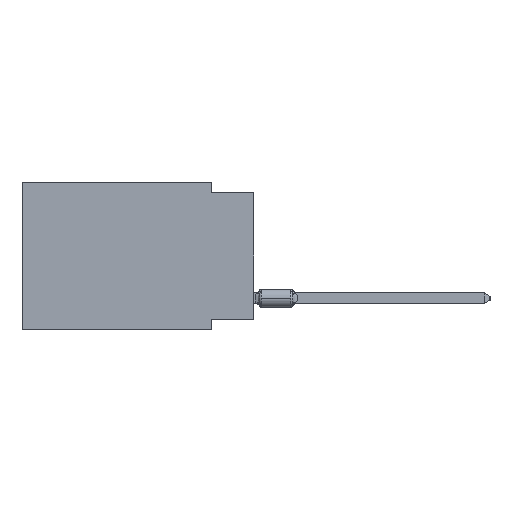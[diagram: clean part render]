
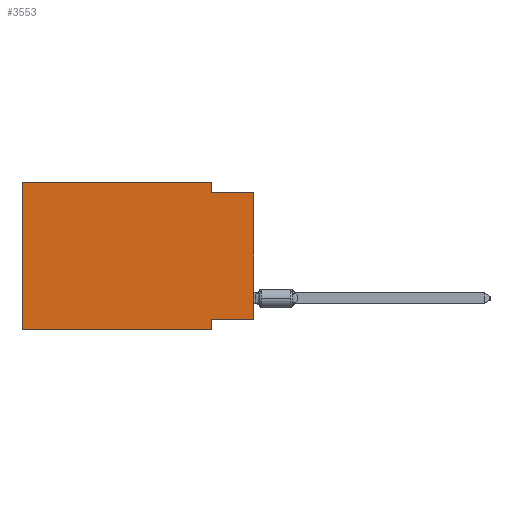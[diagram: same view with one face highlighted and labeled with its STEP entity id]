
A CAD part, left-side view. The second image highlights one B-rep face of the part: STEP entity #3553.
In plain terms, the highlighted planar face has unit normal (-1, 0, 0).
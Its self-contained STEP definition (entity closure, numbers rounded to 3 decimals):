
#1887 = ORIENTED_EDGE ( 'NONE', *, *, #19229, .F. ) ;
#2126 = EDGE_CURVE ( 'NONE', #20765, #47040, #48274, .T. ) ;
#3152 = CARTESIAN_POINT ( 'NONE',  ( 0., 13.97, -8.89 ) ) ;
#3553 = ADVANCED_FACE ( 'NONE', ( #58302 ), #26600, .F. ) ;
#4496 = VECTOR ( 'NONE', #42912, 1000. ) ;
#4823 = CARTESIAN_POINT ( 'NONE',  ( 0., 0., 0. ) ) ;
#6155 = DIRECTION ( 'NONE',  ( 0., 0., 1. ) ) ;
#11411 = DIRECTION ( 'NONE',  ( 0., 0., -1. ) ) ;
#11751 = CARTESIAN_POINT ( 'NONE',  ( 0., 2.54, -8.255 ) ) ;
#12369 = VECTOR ( 'NONE', #6155, 1000. ) ;
#12928 = VERTEX_POINT ( 'NONE', #11751 ) ;
#14321 = CARTESIAN_POINT ( 'NONE',  ( 0., 0., -8.255 ) ) ;
#16905 = CARTESIAN_POINT ( 'NONE',  ( 0., 2.54, -8.89 ) ) ;
#17210 = LINE ( 'NONE', #16905, #47201 ) ;
#18664 = CARTESIAN_POINT ( 'NONE',  ( 0., 13.97, -8.89 ) ) ;
#19229 = EDGE_CURVE ( 'NONE', #12928, #22481, #17210, .T. ) ;
#20493 = CARTESIAN_POINT ( 'NONE',  ( 0., 0., -0.635 ) ) ;
#20609 = ORIENTED_EDGE ( 'NONE', *, *, #25581, .F. ) ;
#20765 = VERTEX_POINT ( 'NONE', #41466 ) ;
#21253 = EDGE_CURVE ( 'NONE', #30470, #40026, #46849, .T. ) ;
#21333 = VECTOR ( 'NONE', #37483, 1000. ) ;
#22305 = ORIENTED_EDGE ( 'NONE', *, *, #21253, .T. ) ;
#22481 = VERTEX_POINT ( 'NONE', #42834 ) ;
#23185 = LINE ( 'NONE', #37217, #57775 ) ;
#23687 = VERTEX_POINT ( 'NONE', #18664 ) ;
#23937 = EDGE_LOOP ( 'NONE', ( #22305, #53746, #34540, #24366, #39991, #48094, #1887, #20609 ) ) ;
#24366 = ORIENTED_EDGE ( 'NONE', *, *, #2126, .F. ) ;
#24986 = LINE ( 'NONE', #58159, #42740 ) ;
#25581 = EDGE_CURVE ( 'NONE', #30470, #12928, #56033, .T. ) ;
#25769 = EDGE_CURVE ( 'NONE', #47040, #59805, #24986, .T. ) ;
#26600 = PLANE ( 'NONE',  #55502 ) ;
#29004 = LINE ( 'NONE', #57612, #12369 ) ;
#30470 = VERTEX_POINT ( 'NONE', #36347 ) ;
#31219 = DIRECTION ( 'NONE',  ( 0., 0., -1. ) ) ;
#32298 = VECTOR ( 'NONE', #58889, 1000. ) ;
#34540 = ORIENTED_EDGE ( 'NONE', *, *, #25769, .F. ) ;
#36347 = CARTESIAN_POINT ( 'NONE',  ( 0., 0., -8.255 ) ) ;
#36382 = EDGE_CURVE ( 'NONE', #23687, #20765, #29004, .T. ) ;
#37217 = CARTESIAN_POINT ( 'NONE',  ( 0., 0., -0.635 ) ) ;
#37255 = EDGE_CURVE ( 'NONE', #23687, #22481, #44893, .T. ) ;
#37483 = DIRECTION ( 'NONE',  ( 0., 1., 0. ) ) ;
#39991 = ORIENTED_EDGE ( 'NONE', *, *, #36382, .F. ) ;
#40026 = VERTEX_POINT ( 'NONE', #20493 ) ;
#41466 = CARTESIAN_POINT ( 'NONE',  ( 0., 13.97, 0. ) ) ;
#42740 = VECTOR ( 'NONE', #52690, 1000. ) ;
#42834 = CARTESIAN_POINT ( 'NONE',  ( 0., 2.54, -8.89 ) ) ;
#42912 = DIRECTION ( 'NONE',  ( 0., 0., 1. ) ) ;
#44893 = LINE ( 'NONE', #3152, #32298 ) ;
#46849 = LINE ( 'NONE', #4823, #4496 ) ;
#47040 = VERTEX_POINT ( 'NONE', #58966 ) ;
#47201 = VECTOR ( 'NONE', #31219, 1000. ) ;
#47896 = CARTESIAN_POINT ( 'NONE',  ( 0., 2.54, -0.635 ) ) ;
#48094 = ORIENTED_EDGE ( 'NONE', *, *, #37255, .T. ) ;
#48274 = LINE ( 'NONE', #53444, #52437 ) ;
#48567 = DIRECTION ( 'NONE',  ( 1., 0., 0. ) ) ;
#48865 = DIRECTION ( 'NONE',  ( 0., -1., 0. ) ) ;
#50602 = DIRECTION ( 'NONE',  ( 0., -1., 0. ) ) ;
#52437 = VECTOR ( 'NONE', #48865, 1000. ) ;
#52690 = DIRECTION ( 'NONE',  ( 0., 0., -1. ) ) ;
#52948 = EDGE_CURVE ( 'NONE', #59805, #40026, #23185, .T. ) ;
#53135 = CARTESIAN_POINT ( 'NONE',  ( 0., 13.97, 0. ) ) ;
#53444 = CARTESIAN_POINT ( 'NONE',  ( 0., 13.97, 0. ) ) ;
#53746 = ORIENTED_EDGE ( 'NONE', *, *, #52948, .F. ) ;
#55502 = AXIS2_PLACEMENT_3D ( 'NONE', #53135, #48567, #11411 ) ;
#56033 = LINE ( 'NONE', #14321, #21333 ) ;
#57612 = CARTESIAN_POINT ( 'NONE',  ( 0., 13.97, 0. ) ) ;
#57775 = VECTOR ( 'NONE', #50602, 1000. ) ;
#58159 = CARTESIAN_POINT ( 'NONE',  ( 0., 2.54, 0. ) ) ;
#58302 = FACE_OUTER_BOUND ( 'NONE', #23937, .T. ) ;
#58889 = DIRECTION ( 'NONE',  ( 0., -1., 0. ) ) ;
#58966 = CARTESIAN_POINT ( 'NONE',  ( 0., 2.54, 0. ) ) ;
#59805 = VERTEX_POINT ( 'NONE', #47896 ) ;
